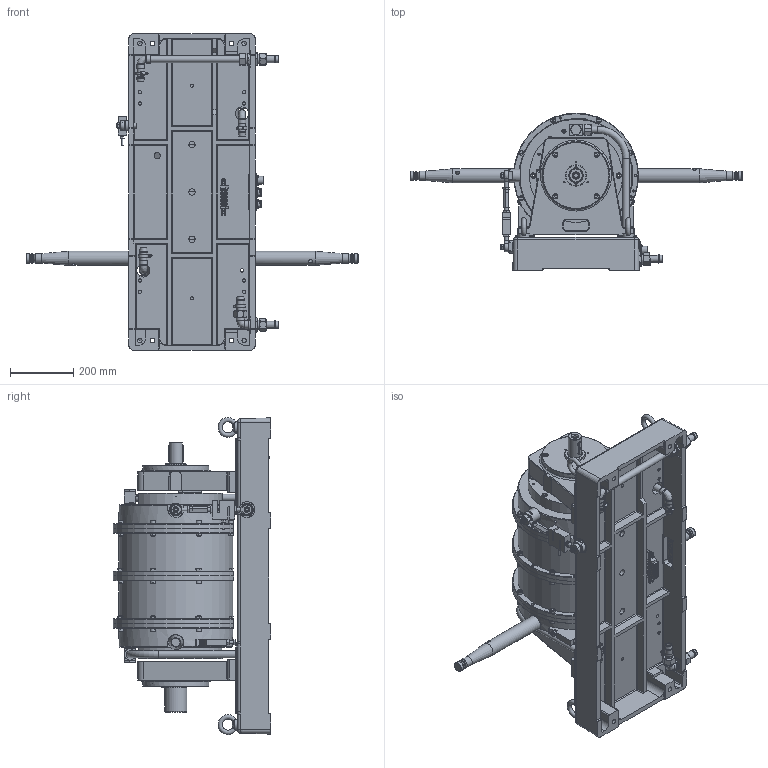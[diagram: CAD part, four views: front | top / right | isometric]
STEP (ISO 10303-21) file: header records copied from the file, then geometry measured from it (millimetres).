
FILE_DESCRIPTION (( 'STEP AP203' ), '1' );
FILE_NAME ('314-301-000-051_EF_3WB15.STEP', '2014-07-09T06:41:19', ( 'ajoy' ), ( 'Microsoft' ), 'SwSTEP 2.0', 'SolidWorks 2014', '' );
FILE_SCHEMA (( 'CONFIG_CONTROL_DESIGN' ));
Length unit declared in the file: millimetre
Products named in the file (1): 314-301-000-051_EF_3WB15
Bounding box: 1050 x 497.5 x 1002.88 mm (x, y, z)
Surface area: 3484258.3 mm2 (no closed solid volume)
Topology: 0 solids, 391 shells, 2229 faces, 9551 edges, 7496 vertices
Faces by surface type: plane 1194, cylinder 578, cone 227, torus 147, sphere 45, bspline 38
Full cylindrical faces by diameter (mm): 1.5 x13, 2.5 x4, 3 x1, 3.3 x3, 4 x1, 4.2 x3, 4.5 x7, 5.5 x11, 6.8 x6, 7 x10, 7.5 x2, 8 x16, 8.5 x9, 8.6 x2, 9.5 x2, 10 x22, 10.2 x8, 11.3 x1, 12 x6, 15 x6, 16 x25, 16.5 x9, 17 x1, 17.5 x1, 18 x8, 18.5 x2, 19 x7, 20 x4, 22 x12, 23 x1
Entity records: 109622 total; most frequent: CARTESIAN_POINT 38120, DIRECTION 13431, ORIENTED_EDGE 12201, EDGE_CURVE 8962, VERTEX_POINT 7362, AXIS2_PLACEMENT_3D 4479, VECTOR 4473, LINE 4473
